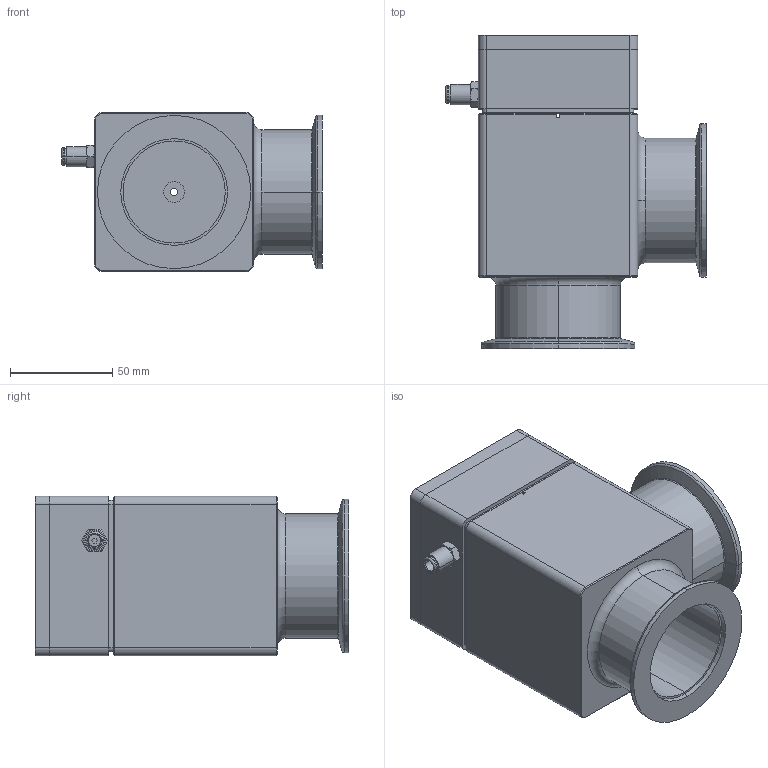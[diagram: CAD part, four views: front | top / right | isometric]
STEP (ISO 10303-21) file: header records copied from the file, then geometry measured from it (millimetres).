
FILE_DESCRIPTION(/* description */ (''),/* implementation_level */ '2;1');
FILE_NAME(/* name */ 'PAV-A05100 SHELLED.stp',/* time_stamp */ '2025-08-15T15:24:40+07:00',/* author */ (''),/* organization */ (''),/* preprocessor_version */ 'ST-DEVELOPER v19.3',/* originating_system */ 'SIEMENS PLM Software NX2212.6000',/* authorisation */ '');
FILE_SCHEMA (('AUTOMOTIVE_DESIGN { 1 0 10303 214 3 1 1 1 }'));
Length unit declared in the file: millimetre
Products named in the file (7): 2000194032_shelled; 29-00062_5225K5062944; 35-01458_NW50; 35-01521; 9551-00005M-40_91292A194; 39-01024_Closed; PAV-A05100 SHELLED_step
Assembly tree (9 placements, depth 2):
  PAV-A05100 SHELLED_step
    39-01024_Closed
    9551-00005M-40_91292A194  x4
    35-01521
    35-01458_NW50
    29-00062_5225K5062944
    2000194032_shelled
Bounding box: 127.5 x 153.29 x 78 mm (x, y, z)
Volume: 405591.1 mm3; surface area: 125808.3 mm2
Topology: 9 solids, 9 shells, 631 faces, 1590 edges, 1001 vertices
Faces by surface type: cylinder 352, plane 124, cone 121, torus 24, bspline 10
Entity records: 15274 total; most frequent: CARTESIAN_POINT 6697, ORIENTED_EDGE 1778, DIRECTION 1772, EDGE_CURVE 889, AXIS2_PLACEMENT_3D 709, VERTEX_POINT 557, EDGE_LOOP 424, ADVANCED_FACE 370
